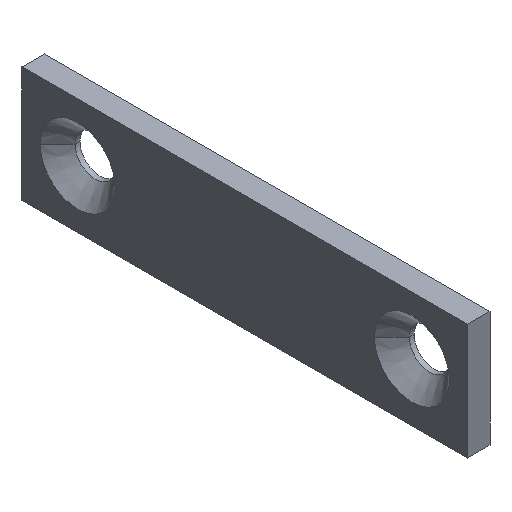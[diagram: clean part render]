
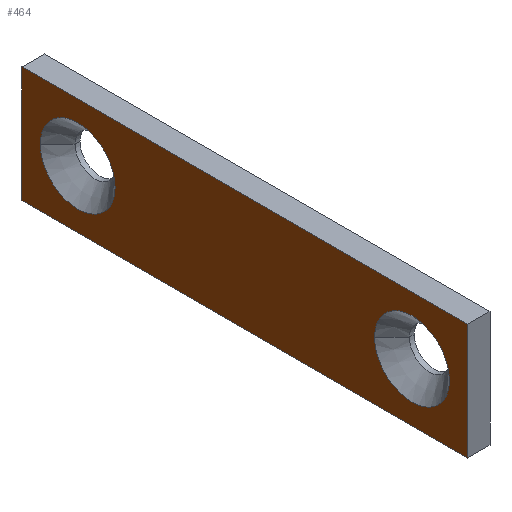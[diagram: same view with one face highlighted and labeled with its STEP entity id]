
A CAD part, isometric view. The second image highlights one B-rep face of the part: STEP entity #464.
In plain terms, the highlighted planar face has unit normal (-1, 0, 0).
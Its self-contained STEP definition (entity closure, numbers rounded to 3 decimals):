
#139=DIRECTION('',(0.,1.,0.));
#140=VECTOR('',#139,100.);
#141=CARTESIAN_POINT('',(-278.,298.,320.7));
#142=LINE('',#141,#140);
#146=CARTESIAN_POINT('',(-278.,385.5,307.7));
#147=DIRECTION('',(1.,0.,0.));
#148=DIRECTION('',(0.,1.,0.));
#149=AXIS2_PLACEMENT_3D('',#146,#147,#148);
#154=CARTESIAN_POINT('',(-278.,385.5,307.7));
#155=DIRECTION('',(1.,0.,0.));
#156=DIRECTION('',(0.,-1.,0.));
#157=AXIS2_PLACEMENT_3D('',#154,#155,#156);
#162=CARTESIAN_POINT('',(-278.,310.5,307.7));
#163=DIRECTION('',(1.,0.,0.));
#164=DIRECTION('',(0.,1.,0.));
#165=AXIS2_PLACEMENT_3D('',#162,#163,#164);
#170=CARTESIAN_POINT('',(-278.,310.5,307.7));
#171=DIRECTION('',(1.,0.,0.));
#172=DIRECTION('',(0.,-1.,0.));
#173=AXIS2_PLACEMENT_3D('',#170,#171,#172);
#178=DIRECTION('',(0.,0.,1.));
#179=VECTOR('',#178,26.);
#180=CARTESIAN_POINT('',(-278.,398.,294.7));
#181=LINE('',#180,#179);
#192=DIRECTION('',(0.,1.,0.));
#193=VECTOR('',#192,100.);
#194=CARTESIAN_POINT('',(-278.,298.,294.7));
#195=LINE('',#194,#193);
#206=DIRECTION('',(0.,0.,-1.));
#207=VECTOR('',#206,26.);
#208=CARTESIAN_POINT('',(-278.,298.,320.7));
#209=LINE('',#208,#207);
#361=CARTESIAN_POINT('',(-278.,298.,320.7));
#362=CARTESIAN_POINT('',(-278.,398.,320.7));
#363=VERTEX_POINT('',#361);
#364=VERTEX_POINT('',#362);
#365=CARTESIAN_POINT('',(-278.,298.,294.7));
#366=VERTEX_POINT('',#365);
#367=CARTESIAN_POINT('',(-278.,398.,294.7));
#368=VERTEX_POINT('',#367);
#377=CARTESIAN_POINT('',(-278.,393.9,307.7));
#378=VERTEX_POINT('',#377);
#379=CARTESIAN_POINT('',(-278.,377.1,307.7));
#380=VERTEX_POINT('',#379);
#382=CARTESIAN_POINT('',(-278.,318.9,307.7));
#384=VERTEX_POINT('',#382);
#386=CARTESIAN_POINT('',(-278.,302.1,307.7));
#388=VERTEX_POINT('',#386);
#438=CARTESIAN_POINT('',(-278.,38.,172.7));
#439=DIRECTION('',(-1.,0.,0.));
#440=DIRECTION('',(0.,0.,-1.));
#441=AXIS2_PLACEMENT_3D('',#438,#439,#440);
#442=PLANE('',#441);
#444=ORIENTED_EDGE('',*,*,#443,.T.);
#446=ORIENTED_EDGE('',*,*,#445,.F.);
#448=ORIENTED_EDGE('',*,*,#447,.T.);
#450=ORIENTED_EDGE('',*,*,#449,.T.);
#451=EDGE_LOOP('',(#444,#446,#448,#450));
#452=FACE_OUTER_BOUND('',#451,.F.);
#453=ORIENTED_EDGE('',*,*,#421,.F.);
#455=ORIENTED_EDGE('',*,*,#454,.F.);
#456=EDGE_LOOP('',(#453,#455));
#457=FACE_BOUND('',#456,.F.);
#459=ORIENTED_EDGE('',*,*,#458,.F.);
#461=ORIENTED_EDGE('',*,*,#460,.F.);
#462=EDGE_LOOP('',(#459,#461));
#463=FACE_BOUND('',#462,.F.);
#150=CIRCLE('',#149,8.4);
#158=CIRCLE('',#157,8.4);
#166=CIRCLE('',#165,8.4);
#174=CIRCLE('',#173,8.4);
#421=EDGE_CURVE('',#378,#380,#150,.T.);
#443=EDGE_CURVE('',#368,#364,#181,.T.);
#445=EDGE_CURVE('',#363,#364,#142,.T.);
#447=EDGE_CURVE('',#363,#366,#209,.T.);
#449=EDGE_CURVE('',#366,#368,#195,.T.);
#454=EDGE_CURVE('',#380,#378,#158,.T.);
#458=EDGE_CURVE('',#384,#388,#166,.T.);
#460=EDGE_CURVE('',#388,#384,#174,.T.);
#464=ADVANCED_FACE('',(#452,#457,#463),#442,.T.);
